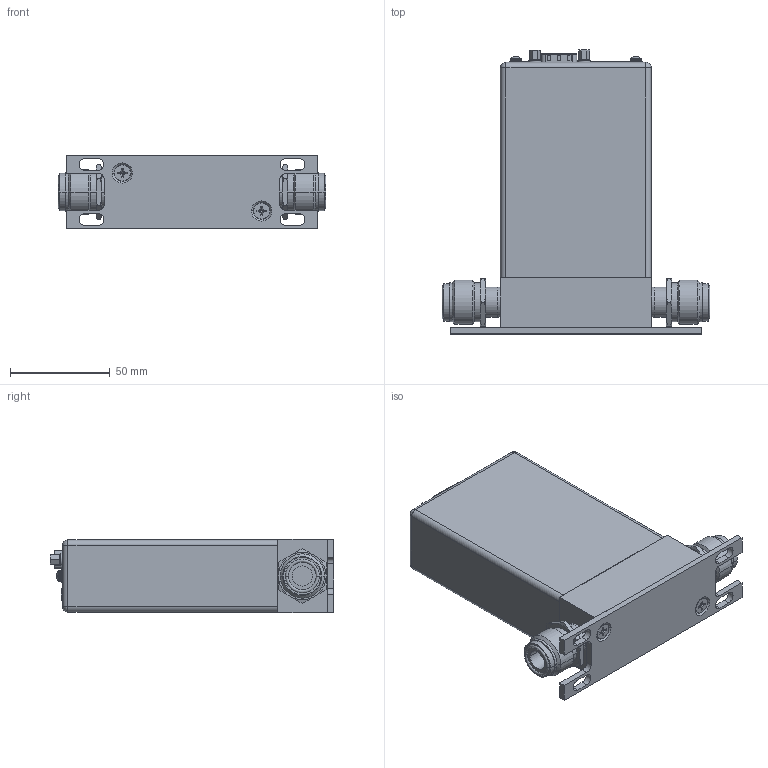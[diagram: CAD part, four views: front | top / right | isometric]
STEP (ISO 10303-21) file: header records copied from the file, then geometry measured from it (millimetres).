
FILE_DESCRIPTION((''),'2;1');
FILE_NAME('9-PIN_8VCR_ASM','2013-10-29T',('cockrofm'),('MKS Instruments, Inc.'),'PRO/ENGINEER BY PARAMETRIC TECHNOLOGY CORPORATION, 2009060','PRO/ENGINEER BY PARAMETRIC TECHNOLOGY CORPORATION, 2009060','');
FILE_SCHEMA(('AUTOMOTIVE_DESIGN { 1 2 10303 214 0 1 1 1 }'));
Length unit declared in the file: inch
Products named in the file (14): 118253_DUMMY_OUTLINE; 1053145_MOUNTING-PLATE; 160-3973; 1051991_FITTING_8VCR; 8VCR_ASM; 1038688_CONN_RJ45; 1041560_BRACKET; 1046138-001; 119937-P9_SMALL-SINGLE; 1016309-003; 171-009-113; 185-3740; 1011702-002_4-40_PAN-HD-SEMS; 9-PIN_8VCR_ASM
Assembly tree (18 placements, depth 3):
  9-PIN_8VCR_ASM
    8VCR_ASM
      118253_DUMMY_OUTLINE
      1053145_MOUNTING-PLATE
      160-3973  x2
      1051991_FITTING_8VCR  x2
    1038688_CONN_RJ45
    1041560_BRACKET
    1046138-001
    119937-P9_SMALL-SINGLE
    1016309-003  x2
    171-009-113
    185-3740  x2
    1011702-002_4-40_PAN-HD-SEMS  x2
Bounding box: 134.11 x 142.34 x 36.83 mm (x, y, z)
Volume: 124977 mm3; surface area: 91115.8 mm2
Topology: 17 solids, 23 shells, 1012 faces, 2405 edges, 1479 vertices
Faces by surface type: plane 399, cylinder 313, bspline 125, cone 76, torus 61, extrusion 24, sphere 14
Entity records: 31659 total; most frequent: CARTESIAN_POINT 6843, DIRECTION 3984, ORIENTED_EDGE 3790, EDGE_CURVE 1907, PRESENTATION_STYLE_ASSIGNMENT 1580, STYLED_ITEM 1507, CURVE_STYLE 1499, AXIS2_PLACEMENT_3D 1491
